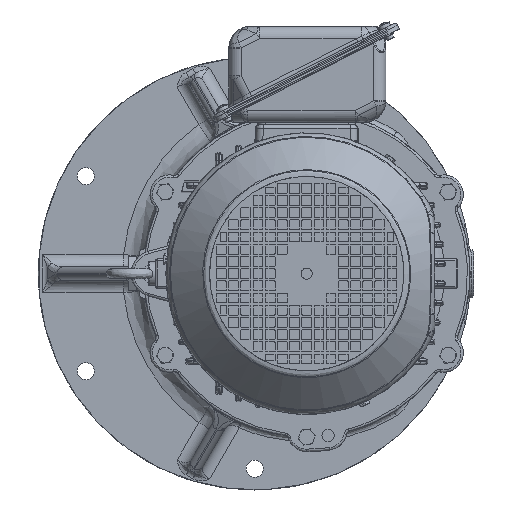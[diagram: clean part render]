
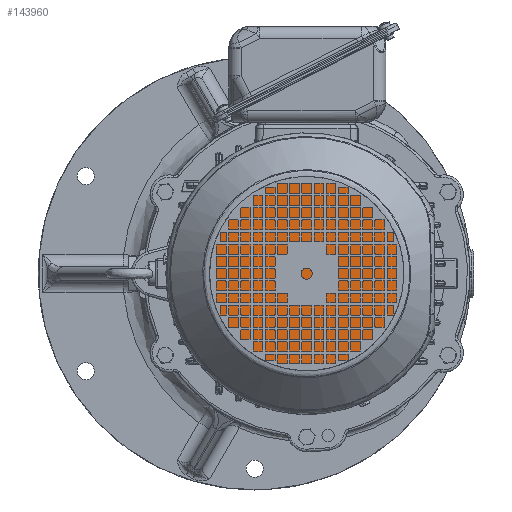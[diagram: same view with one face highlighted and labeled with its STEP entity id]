
A CAD part, left-side view. The second image highlights one B-rep face of the part: STEP entity #143960.
In plain terms, the highlighted planar face has unit normal (-1, 0, 0).
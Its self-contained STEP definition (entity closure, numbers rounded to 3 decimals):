
#23386 = CARTESIAN_POINT ( 'NONE',  ( -240., 0., 0. ) ) ;
#35588 = EDGE_CURVE ( 'NONE', #96165, #96165, #59693, .T. ) ;
#37153 = DIRECTION ( 'NONE',  ( -1., 0., 0. ) ) ;
#41265 = EDGE_LOOP ( 'NONE', ( #166926 ) ) ;
#59693 = CIRCLE ( 'NONE', #67987, 97.5 ) ;
#67987 = AXIS2_PLACEMENT_3D ( 'NONE', #23386, #37153, #140569 ) ;
#68432 = FACE_OUTER_BOUND ( 'NONE', #41265, .T. ) ;
#92363 = AXIS2_PLACEMENT_3D ( 'NONE', #119312, #151089, #135635 ) ;
#96165 = VERTEX_POINT ( 'NONE', #134940 ) ;
#119312 = CARTESIAN_POINT ( 'NONE',  ( -240., 99., 0. ) ) ;
#121006 = PLANE ( 'NONE',  #92363 ) ;
#134940 = CARTESIAN_POINT ( 'NONE',  ( -240., 97.5, 0. ) ) ;
#135635 = DIRECTION ( 'NONE',  ( 0., -1., 0. ) ) ;
#140569 = DIRECTION ( 'NONE',  ( 0., 1., 0. ) ) ;
#143960 = ADVANCED_FACE ( 'NONE', ( #68432 ), #121006, .T. ) ;
#151089 = DIRECTION ( 'NONE',  ( -1., 0., 0. ) ) ;
#166926 = ORIENTED_EDGE ( 'NONE', *, *, #35588, .T. ) ;
